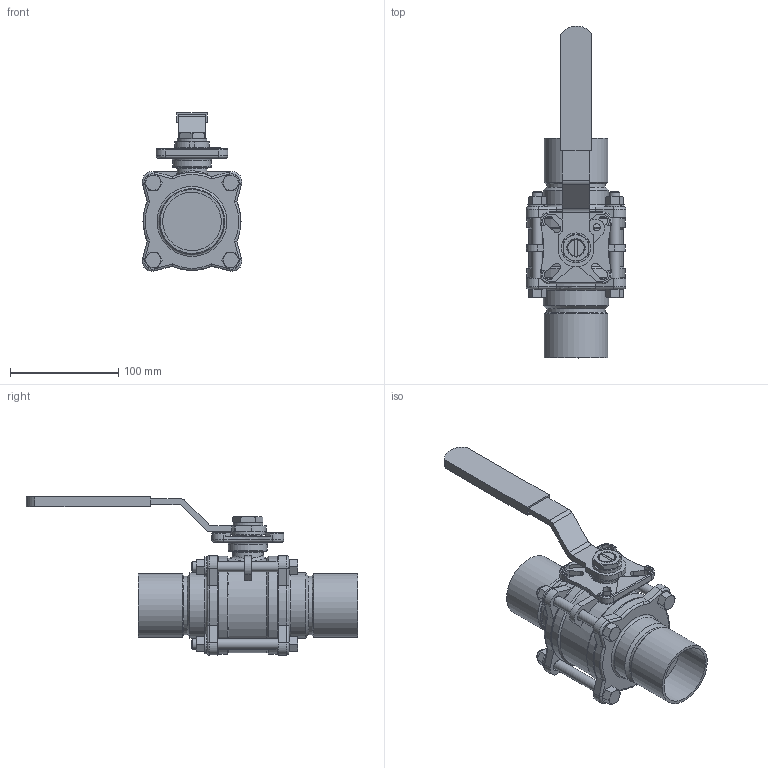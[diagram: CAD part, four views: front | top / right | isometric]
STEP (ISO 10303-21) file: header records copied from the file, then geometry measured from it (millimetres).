
FILE_DESCRIPTION(/* description */ ('Unknown'),/* implementation_level */ '2;1');
FILE_NAME(/* name */ 'F31DN54',/* time_stamp */ '2019-10-25T12:11:57+02:00',/* author */ ('Unknown'),/* organization */ ('Unknown'),/* preprocessor_version */ 'ST-DEVELOPER v16.7',/* originating_system */ 'DEX',/* authorisation */ $);
FILE_SCHEMA (('AP203_CONFIGURATION_CONTROLLED_3D_DESIGN_OF_MECHANICAL_PARTS_AND_ASSEMBLIES_MIM_LF { 1 0 10303 203 3 1 4 }','AP242_MANAGED_MODEL_BASED_3D_ENGINEERING_MIM_LF { 1 0 10303 442 1 1 4 }','AUTOMOTIVE_DESIGN {1 0 10303 214 3 1 1}'));
Length unit declared in the file: millimetre
Products named in the file (3): F31DN54; 202609; F21DN54
Assembly tree (3 placements, depth 2):
  F31DN54
    202609
    F21DN54  x2
Bounding box: 91.97 x 306.31 x 146.35 mm (x, y, z)
Volume: 409679.8 mm3; surface area: 180320.6 mm2
Topology: 5 solids, 7 shells, 620 faces, 1508 edges, 933 vertices
Faces by surface type: plane 257, cylinder 168, cone 147, torus 42, sphere 4, bspline 2
Full cylindrical faces by diameter (mm): 6.5 x1, 9.525 x8, 10.7 x4, 11 x2, 14.5 x1, 17.95 x1, 18 x2, 18.1 x7, 18.5 x1, 22.5 x4, 22.7 x2, 27.5 x1, 28.5 x2, 32.5 x1, 36 x1, 50 x4, 51 x2, 54 x4, 59 x2, 60.5 x2, 78.5 x1, 85.7 x2, 87.5 x1, 90.5 x2
Entity records: 21721 total; most frequent: CARTESIAN_POINT 3992, DIRECTION 2913, ORIENTED_EDGE 2710, EDGE_CURVE 1355, AXIS2_PLACEMENT_3D 1206, VERTEX_POINT 885, EDGE_LOOP 786, FACE_BOUND 786
